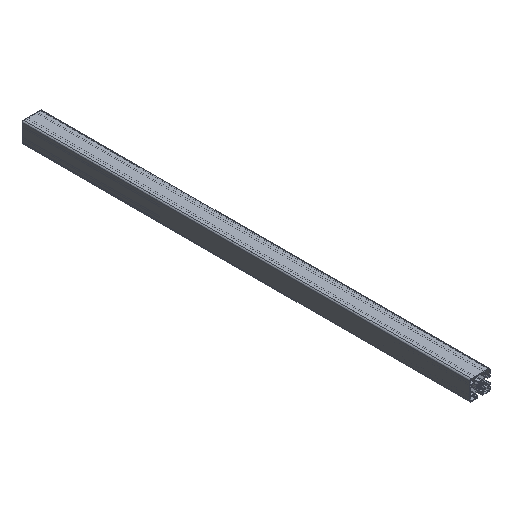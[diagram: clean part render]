
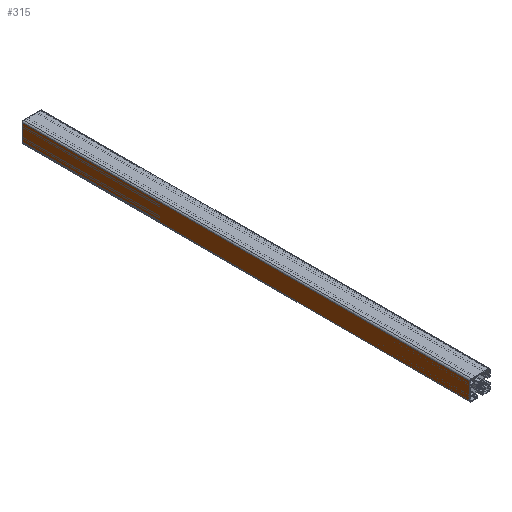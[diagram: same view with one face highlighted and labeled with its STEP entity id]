
A CAD part, isometric view. The second image highlights one B-rep face of the part: STEP entity #315.
In plain terms, the highlighted planar face has unit normal (-1, 0, 0).
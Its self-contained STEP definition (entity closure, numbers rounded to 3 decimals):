
#315=ADVANCED_FACE('',(#682),#683,.F.);
#682=FACE_OUTER_BOUND('',#1076,.T.);
#683=PLANE('',#1077);
#1076=EDGE_LOOP('',(#2634,#2635,#2636,#2637));
#1077=AXIS2_PLACEMENT_3D('',#2638,#2639,#2640);
#2634=ORIENTED_EDGE('',*,*,#3280,.F.);
#2635=ORIENTED_EDGE('',*,*,#3367,.F.);
#2636=ORIENTED_EDGE('',*,*,#2987,.F.);
#2637=ORIENTED_EDGE('',*,*,#3366,.T.);
#2638=CARTESIAN_POINT('',(-22.5,3500.0,0.));
#2639=DIRECTION('',(1.0,0.,0.));
#2640=DIRECTION('',(0.,0.,-1.0));
#2987=EDGE_CURVE('',#3707,#3709,#3710,.T.);
#3280=EDGE_CURVE('',#4176,#4178,#4179,.T.);
#3366=EDGE_CURVE('',#3707,#4178,#4306,.T.);
#3367=EDGE_CURVE('',#3709,#4176,#4307,.T.);
#3707=VERTEX_POINT('',#4713);
#3709=VERTEX_POINT('',#4715);
#3710=LINE('',#4716,#4717);
#4176=VERTEX_POINT('',#5373);
#4178=VERTEX_POINT('',#5375);
#4179=LINE('',#5376,#5377);
#4306=LINE('',#5566,#5567);
#4307=LINE('',#5568,#5569);
#4713=CARTESIAN_POINT('',(-22.5,1000.0,-19.5));
#4715=CARTESIAN_POINT('',(-22.5,1000.0,19.5));
#4716=CARTESIAN_POINT('',(-22.5,1000.0,0.));
#4717=VECTOR('',#5961,1.0);
#5373=CARTESIAN_POINT('',(-22.5,0.0,19.5));
#5375=CARTESIAN_POINT('',(-22.5,0.0,-19.5));
#5376=CARTESIAN_POINT('',(-22.5,0.0,0.));
#5377=VECTOR('',#6458,1.0);
#5566=CARTESIAN_POINT('',(-22.5,3500.0,-19.5));
#5567=VECTOR('',#6590,1.0);
#5568=CARTESIAN_POINT('',(-22.5,3500.0,19.5));
#5569=VECTOR('',#6591,1.0);
#5961=DIRECTION('',(0.,0.,1.0));
#6458=DIRECTION('',(0.,0.,-1.0));
#6590=DIRECTION('',(0.,-1.0,0.0));
#6591=DIRECTION('',(0.,-1.0,0.0));
